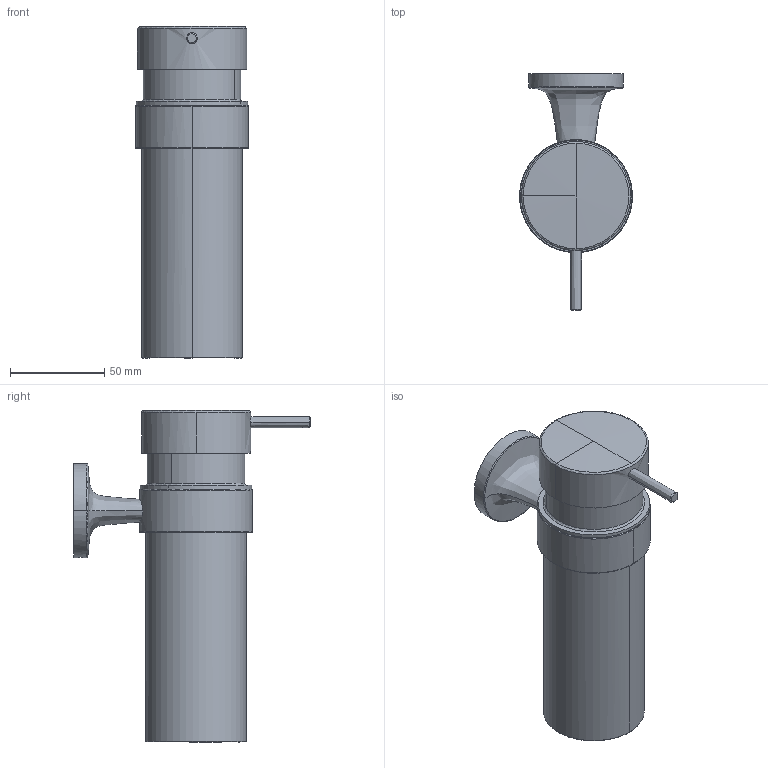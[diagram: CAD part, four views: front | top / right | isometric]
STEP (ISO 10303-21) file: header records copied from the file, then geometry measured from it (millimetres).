
FILE_DESCRIPTION(/* description */ (''),/* implementation_level */ '2;1');
FILE_NAME(/* name */ '009935',/* time_stamp */ '2019-02-13T10:21:57+01:00',/* author */ (''),/* organization */ (''),/* preprocessor_version */ 'ST-DEVELOPER v15',/* originating_system */ '',/* authorisation */ '');
FILE_SCHEMA (('AUTOMOTIVE_DESIGN'));
Length unit declared in the file: millimetre
Products named in the file (1): Document
Bounding box: 59.89 x 125.71 x 176.42 mm (x, y, z)
Volume: 21773.3 mm3; surface area: 98808.9 mm2
Topology: 3 solids, 7 shells, 208 faces, 494 edges, 287 vertices
Faces by surface type: bspline 208
Entity records: 30704 total; most frequent: CARTESIAN_POINT 24819, B_SPLINE_CURVE_WITH_KNOTS 1072, ORIENTED_EDGE 934, PCURVE 934, DEFINITIONAL_REPRESENTATION 934, SURFACE_CURVE 481, EDGE_CURVE 481, VERTEX_POINT 287
